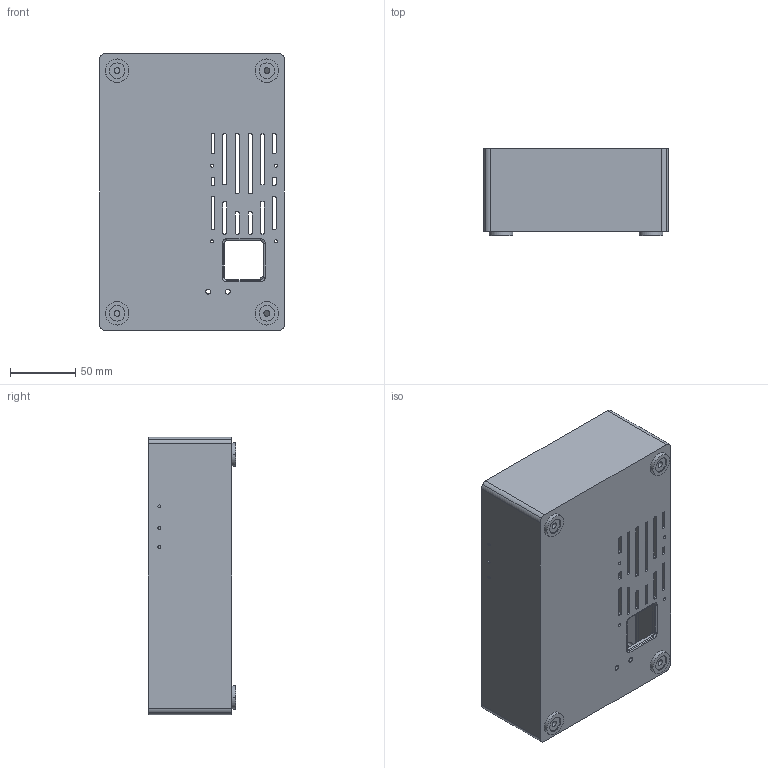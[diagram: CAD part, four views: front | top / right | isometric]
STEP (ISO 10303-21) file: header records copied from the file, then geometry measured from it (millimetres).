
FILE_DESCRIPTION(('STEP AP214'),'1');
FILE_NAME('Box1.stp','2024-05-04T16:17:00',(' '),(' '),'Spatial InterOp 3D',' ',' ');
FILE_SCHEMA(('AUTOMOTIVE_DESIGN { 1 0 10303 214 1 1 1 1 }'));
Length unit declared in the file: metre
Products named in the file (1): Base
Bounding box: 142 x 67 x 213 mm (x, y, z)
Volume: 317192.2 mm3; surface area: 155507.2 mm2
Topology: 1 solids, 1 shells, 1133 faces, 3029 edges, 1881 vertices
Faces by surface type: cylinder 710, plane 193, torus 143, bspline 37, cone 36, sphere 14
Entity records: 56046 total; most frequent: CARTESIAN_POINT 27007, DIRECTION 6517, ORIENTED_EDGE 6006, EDGE_CURVE 3003, AXIS2_PLACEMENT_3D 2623, VERTEX_POINT 1883, CIRCLE 1439, LINE 1271
